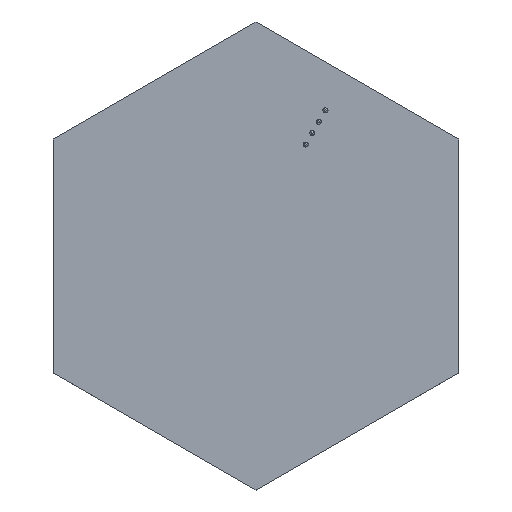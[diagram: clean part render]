
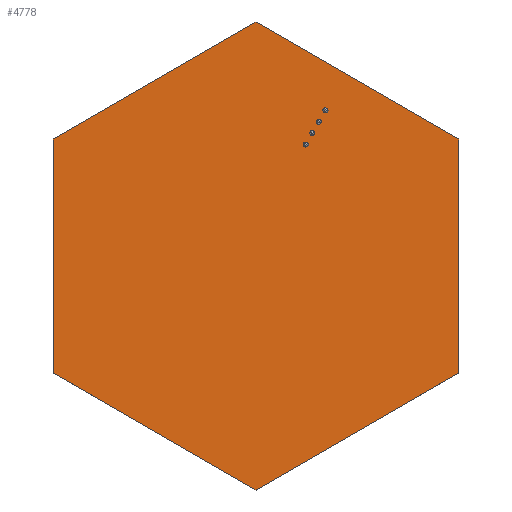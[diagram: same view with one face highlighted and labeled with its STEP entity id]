
A CAD part, top view. The second image highlights one B-rep face of the part: STEP entity #4778.
In plain terms, the highlighted planar face has unit normal (0, 0, 1).
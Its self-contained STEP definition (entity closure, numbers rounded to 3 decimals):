
#4606 = VERTEX_POINT('',#4607);
#4607 = CARTESIAN_POINT('',(188.719,-78.9,1.6));
#4613 = EDGE_CURVE('',#4606,#4614,#4616,.T.);
#4614 = VERTEX_POINT('',#4615);
#4615 = CARTESIAN_POINT('',(188.719,-123.4,1.6));
#4616 = LINE('',#4617,#4618);
#4617 = CARTESIAN_POINT('',(188.719,-78.9,1.6));
#4618 = VECTOR('',#4619,1.);
#4619 = DIRECTION('',(0.,-1.,0.));
#4646 = VERTEX_POINT('',#4647);
#4647 = CARTESIAN_POINT('',(150.181,-56.65,1.6));
#4653 = EDGE_CURVE('',#4646,#4606,#4654,.T.);
#4654 = LINE('',#4655,#4656);
#4655 = CARTESIAN_POINT('',(150.181,-56.65,1.6));
#4656 = VECTOR('',#4657,1.);
#4657 = DIRECTION('',(0.866,-0.5,0.));
#4675 = EDGE_CURVE('',#4614,#4676,#4678,.T.);
#4676 = VERTEX_POINT('',#4677);
#4677 = CARTESIAN_POINT('',(150.181,-145.65,1.6));
#4678 = LINE('',#4679,#4680);
#4679 = CARTESIAN_POINT('',(188.719,-123.4,1.6));
#4680 = VECTOR('',#4681,1.);
#4681 = DIRECTION('',(-0.866,-0.5,0.));
#4778 = ADVANCED_FACE('',(#4779,#4806,#4817,#4828,#4839),#4850,.T.);
#4779 = FACE_BOUND('',#4780,.T.);
#4780 = EDGE_LOOP('',(#4781,#4782,#4783,#4791,#4799,#4805));
#4781 = ORIENTED_EDGE('',*,*,#4613,.F.);
#4782 = ORIENTED_EDGE('',*,*,#4653,.F.);
#4783 = ORIENTED_EDGE('',*,*,#4784,.F.);
#4784 = EDGE_CURVE('',#4785,#4646,#4787,.T.);
#4785 = VERTEX_POINT('',#4786);
#4786 = CARTESIAN_POINT('',(111.643,-78.9,1.6));
#4787 = LINE('',#4788,#4789);
#4788 = CARTESIAN_POINT('',(111.643,-78.9,1.6));
#4789 = VECTOR('',#4790,1.);
#4790 = DIRECTION('',(0.866,0.5,0.));
#4791 = ORIENTED_EDGE('',*,*,#4792,.F.);
#4792 = EDGE_CURVE('',#4793,#4785,#4795,.T.);
#4793 = VERTEX_POINT('',#4794);
#4794 = CARTESIAN_POINT('',(111.643,-123.4,1.6));
#4795 = LINE('',#4796,#4797);
#4796 = CARTESIAN_POINT('',(111.643,-123.4,1.6));
#4797 = VECTOR('',#4798,1.);
#4798 = DIRECTION('',(0.,1.,0.));
#4799 = ORIENTED_EDGE('',*,*,#4800,.F.);
#4800 = EDGE_CURVE('',#4676,#4793,#4801,.T.);
#4801 = LINE('',#4802,#4803);
#4802 = CARTESIAN_POINT('',(150.181,-145.65,1.6));
#4803 = VECTOR('',#4804,1.);
#4804 = DIRECTION('',(-0.866,0.5,0.));
#4805 = ORIENTED_EDGE('',*,*,#4675,.F.);
#4806 = FACE_BOUND('',#4807,.T.);
#4807 = EDGE_LOOP('',(#4808));
#4808 = ORIENTED_EDGE('',*,*,#4809,.T.);
#4809 = EDGE_CURVE('',#4810,#4810,#4812,.T.);
#4810 = VERTEX_POINT('',#4811);
#4811 = CARTESIAN_POINT('',(159.623,-80.423,1.6));
#4812 = CIRCLE('',#4813,0.475);
#4813 = AXIS2_PLACEMENT_3D('',#4814,#4815,#4816);
#4814 = CARTESIAN_POINT('',(159.623,-79.948,1.6));
#4815 = DIRECTION('',(-0.,0.,-1.));
#4816 = DIRECTION('',(-0.,-1.,0.));
#4817 = FACE_BOUND('',#4818,.T.);
#4818 = EDGE_LOOP('',(#4819));
#4819 = ORIENTED_EDGE('',*,*,#4820,.T.);
#4820 = EDGE_CURVE('',#4821,#4821,#4823,.T.);
#4821 = VERTEX_POINT('',#4822);
#4822 = CARTESIAN_POINT('',(160.873,-78.258,1.6));
#4823 = CIRCLE('',#4824,0.475);
#4824 = AXIS2_PLACEMENT_3D('',#4825,#4826,#4827);
#4825 = CARTESIAN_POINT('',(160.873,-77.783,1.6));
#4826 = DIRECTION('',(-0.,0.,-1.));
#4827 = DIRECTION('',(-0.,-1.,0.));
#4828 = FACE_BOUND('',#4829,.T.);
#4829 = EDGE_LOOP('',(#4830));
#4830 = ORIENTED_EDGE('',*,*,#4831,.T.);
#4831 = EDGE_CURVE('',#4832,#4832,#4834,.T.);
#4832 = VERTEX_POINT('',#4833);
#4833 = CARTESIAN_POINT('',(162.123,-76.092,1.6));
#4834 = CIRCLE('',#4835,0.475);
#4835 = AXIS2_PLACEMENT_3D('',#4836,#4837,#4838);
#4836 = CARTESIAN_POINT('',(162.123,-75.617,1.6));
#4837 = DIRECTION('',(-0.,0.,-1.));
#4838 = DIRECTION('',(-0.,-1.,0.));
#4839 = FACE_BOUND('',#4840,.T.);
#4840 = EDGE_LOOP('',(#4841));
#4841 = ORIENTED_EDGE('',*,*,#4842,.T.);
#4842 = EDGE_CURVE('',#4843,#4843,#4845,.T.);
#4843 = VERTEX_POINT('',#4844);
#4844 = CARTESIAN_POINT('',(163.373,-73.927,1.6));
#4845 = CIRCLE('',#4846,0.475);
#4846 = AXIS2_PLACEMENT_3D('',#4847,#4848,#4849);
#4847 = CARTESIAN_POINT('',(163.373,-73.452,1.6));
#4848 = DIRECTION('',(-0.,0.,-1.));
#4849 = DIRECTION('',(-0.,-1.,0.));
#4850 = PLANE('',#4851);
#4851 = AXIS2_PLACEMENT_3D('',#4852,#4853,#4854);
#4852 = CARTESIAN_POINT('',(0.,0.,1.6));
#4853 = DIRECTION('',(0.,0.,1.));
#4854 = DIRECTION('',(1.,0.,-0.));
